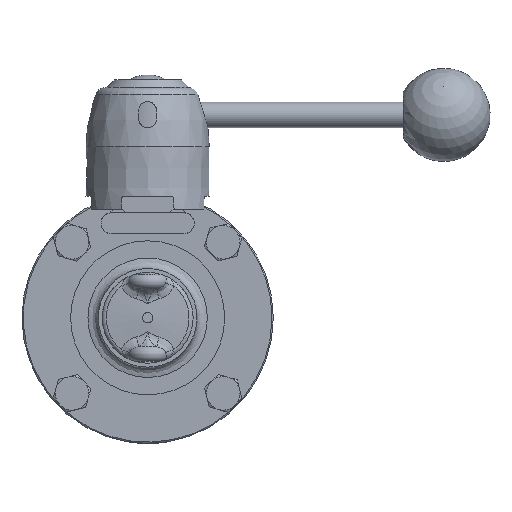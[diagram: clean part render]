
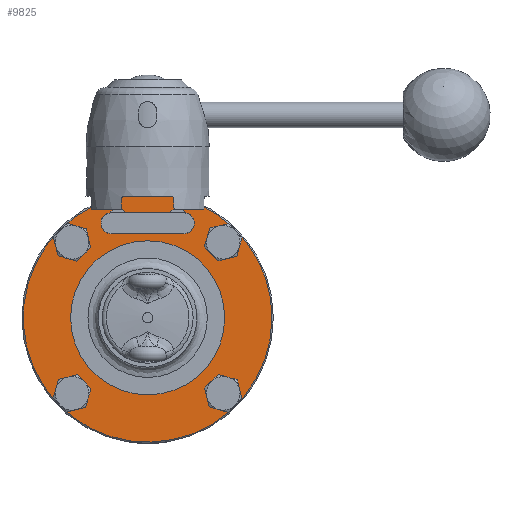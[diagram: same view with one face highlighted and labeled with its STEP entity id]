
A CAD part, left-side view. The second image highlights one B-rep face of the part: STEP entity #9825.
In plain terms, the highlighted planar face has unit normal (-1, 0, 0).
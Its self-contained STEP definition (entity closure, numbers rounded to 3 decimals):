
#598=CARTESIAN_POINT('',(-10.,-27.785,-23.638));
#599=VERTEX_POINT('',#598);
#600=CARTESIAN_POINT('',(-10.,-29.168,-29.168));
#601=DIRECTION('',(1.,0.0,0.0));
#602=DIRECTION('',(0.0,0.243,0.97));
#603=AXIS2_PLACEMENT_3D('',#600,#601,#602);
#604=CIRCLE('',#603,5.7);
#605=EDGE_CURVE('',#599,#599,#604,.T.);
#1476=CARTESIAN_POINT('',(-10.,27.785,23.638));
#1477=VERTEX_POINT('',#1476);
#1478=CARTESIAN_POINT('',(-10.,29.168,29.168));
#1479=DIRECTION('',(1.,0.0,0.0));
#1480=DIRECTION('',(0.0,-0.243,-0.97));
#1481=AXIS2_PLACEMENT_3D('',#1478,#1479,#1480);
#1482=CIRCLE('',#1481,5.7);
#1483=EDGE_CURVE('',#1477,#1477,#1482,.T.);
#2563=CARTESIAN_POINT('',(-10.,-29.75,0.0));
#2564=VERTEX_POINT('',#2563);
#2565=CARTESIAN_POINT('',(-10.,0.0,0.0));
#2566=DIRECTION('',(-1.0,0.0,0.0));
#2567=DIRECTION('',(0.0,-1.0,0.0));
#2568=AXIS2_PLACEMENT_3D('',#2565,#2566,#2567);
#2569=CIRCLE('',#2568,29.75);
#2570=EDGE_CURVE('',#2564,#2564,#2569,.T.);
#2582=CARTESIAN_POINT('',(-10.,12.426,46.364));
#2583=VERTEX_POINT('',#2582);
#2591=CARTESIAN_POINT('',(-10.,-12.426,46.364));
#2592=VERTEX_POINT('',#2591);
#2593=CARTESIAN_POINT('',(-10.,0.0,0.0));
#2594=DIRECTION('',(-1.0,0.0,0.0));
#2595=DIRECTION('',(0.0,-1.0,0.0));
#2596=AXIS2_PLACEMENT_3D('',#2593,#2594,#2595);
#2597=CIRCLE('',#2596,48.);
#2598=EDGE_CURVE('',#2592,#2583,#2597,.T.);
#2609=CARTESIAN_POINT('',(-10.,-12.877,46.24));
#2610=VERTEX_POINT('',#2609);
#2618=CARTESIAN_POINT('',(-10.,12.877,46.24));
#2619=VERTEX_POINT('',#2618);
#2620=CARTESIAN_POINT('',(-10.,0.0,0.0));
#2621=DIRECTION('',(-1.0,0.0,0.0));
#2622=DIRECTION('',(0.0,-1.0,0.0));
#2623=AXIS2_PLACEMENT_3D('',#2620,#2621,#2622);
#2624=CIRCLE('',#2623,48.);
#2625=EDGE_CURVE('',#2619,#2610,#2624,.T.);
#7865=CARTESIAN_POINT('',(-10.,-23.638,27.785));
#7866=VERTEX_POINT('',#7865);
#7867=CARTESIAN_POINT('',(-10.,-29.168,29.168));
#7868=DIRECTION('',(1.,0.0,0.0));
#7869=DIRECTION('',(0.0,0.97,-0.243));
#7870=AXIS2_PLACEMENT_3D('',#7867,#7868,#7869);
#7871=CIRCLE('',#7870,5.7);
#7872=EDGE_CURVE('',#7866,#7866,#7871,.T.);
#8735=CARTESIAN_POINT('',(-10.,23.638,-27.785));
#8736=VERTEX_POINT('',#8735);
#8737=CARTESIAN_POINT('',(-10.,29.168,-29.168));
#8738=DIRECTION('',(1.,0.0,0.0));
#8739=DIRECTION('',(0.0,-0.97,0.243));
#8740=AXIS2_PLACEMENT_3D('',#8737,#8738,#8739);
#8741=CIRCLE('',#8740,5.7);
#8742=EDGE_CURVE('',#8736,#8736,#8741,.T.);
#9496=CARTESIAN_POINT('',(-10.0,-14.515,40.467));
#9497=VERTEX_POINT('',#9496);
#9504=CARTESIAN_POINT('',(-10.,-8.507,40.5));
#9505=VERTEX_POINT('',#9504);
#9506=CARTESIAN_POINT('',(-10.0,-11.5,38.5));
#9507=DIRECTION('',(1.0,0.0,0.0));
#9508=DIRECTION('',(0.0,0.0,-1.0));
#9509=AXIS2_PLACEMENT_3D('',#9506,#9507,#9508);
#9510=CIRCLE('',#9509,3.6);
#9511=EDGE_CURVE('',#9505,#9497,#9510,.T.);
#9536=CARTESIAN_POINT('',(-10.0,14.515,40.467));
#9537=VERTEX_POINT('',#9536);
#9555=CARTESIAN_POINT('',(-10.,8.507,40.5));
#9556=VERTEX_POINT('',#9555);
#9563=CARTESIAN_POINT('',(-10.0,11.5,38.5));
#9564=DIRECTION('',(1.0,0.0,0.0));
#9565=DIRECTION('',(0.0,0.0,-1.0));
#9566=AXIS2_PLACEMENT_3D('',#9563,#9564,#9565);
#9567=CIRCLE('',#9566,3.6);
#9568=EDGE_CURVE('',#9537,#9556,#9567,.T.);
#9620=CARTESIAN_POINT('',(-10.,-14.,32.5));
#9621=VERTEX_POINT('',#9620);
#9622=CARTESIAN_POINT('',(-10.,14.,32.5));
#9623=VERTEX_POINT('',#9622);
#9624=CARTESIAN_POINT('',(-10.,-14.,32.5));
#9625=DIRECTION('',(0.0,1.0,0.0));
#9626=VECTOR('',#9625,28.0);
#9627=LINE('',#9624,#9626);
#9628=EDGE_CURVE('',#9621,#9623,#9627,.T.);
#9651=CARTESIAN_POINT('',(-10.,14.,36.5));
#9652=DIRECTION('',(1.0,0.0,0.0));
#9653=DIRECTION('',(0.0,0.0,1.0));
#9654=AXIS2_PLACEMENT_3D('',#9651,#9652,#9653);
#9655=CIRCLE('',#9654,4.);
#9656=EDGE_CURVE('',#9623,#9537,#9655,.T.);
#9725=CARTESIAN_POINT('',(-10.,8.507,40.5));
#9726=DIRECTION('',(0.0,-1.0,0.0));
#9727=VECTOR('',#9726,17.013);
#9728=LINE('',#9725,#9727);
#9729=EDGE_CURVE('',#9556,#9505,#9728,.T.);
#9750=CARTESIAN_POINT('',(-10.,-14.,36.5));
#9751=DIRECTION('',(1.0,0.0,0.0));
#9752=DIRECTION('',(0.0,0.0,-1.0));
#9753=AXIS2_PLACEMENT_3D('',#9750,#9751,#9752);
#9754=CIRCLE('',#9753,4.);
#9755=EDGE_CURVE('',#9497,#9621,#9754,.T.);
#9765=CARTESIAN_POINT('',(-10.,-38.875,0.0));
#9766=DIRECTION('',(-1.0,0.0,0.0));
#9767=DIRECTION('',(0.0,0.0,-1.0));
#9768=AXIS2_PLACEMENT_3D('',#9765,#9766,#9767);
#9769=PLANE('',#9768);
#9770=CARTESIAN_POINT('',(-10.,12.426,46.24));
#9771=VERTEX_POINT('',#9770);
#9772=CARTESIAN_POINT('',(-10.,12.426,46.364));
#9773=DIRECTION('',(0.0,0.0,-1.0));
#9774=VECTOR('',#9773,0.123);
#9775=LINE('',#9772,#9774);
#9776=EDGE_CURVE('',#2583,#9771,#9775,.T.);
#9777=ORIENTED_EDGE('',*,*,#9776,.T.);
#9778=CARTESIAN_POINT('',(-10.,12.426,46.24));
#9779=DIRECTION('',(0.0,1.0,0.0));
#9780=VECTOR('',#9779,0.452);
#9781=LINE('',#9778,#9780);
#9782=EDGE_CURVE('',#9771,#2619,#9781,.T.);
#9783=ORIENTED_EDGE('',*,*,#9782,.T.);
#9784=ORIENTED_EDGE('',*,*,#2625,.T.);
#9785=CARTESIAN_POINT('',(-10.,-12.426,46.24));
#9786=VERTEX_POINT('',#9785);
#9787=CARTESIAN_POINT('',(-10.,-12.877,46.24));
#9788=DIRECTION('',(0.0,1.0,0.0));
#9789=VECTOR('',#9788,0.452);
#9790=LINE('',#9787,#9789);
#9791=EDGE_CURVE('',#2610,#9786,#9790,.T.);
#9792=ORIENTED_EDGE('',*,*,#9791,.T.);
#9793=CARTESIAN_POINT('',(-10.,-12.426,46.24));
#9794=DIRECTION('',(0.0,0.0,1.0));
#9795=VECTOR('',#9794,0.123);
#9796=LINE('',#9793,#9795);
#9797=EDGE_CURVE('',#9786,#2592,#9796,.T.);
#9798=ORIENTED_EDGE('',*,*,#9797,.T.);
#9799=ORIENTED_EDGE('',*,*,#2598,.T.);
#9800=EDGE_LOOP('',(#9777,#9783,#9784,#9792,#9798,#9799));
#9801=FACE_OUTER_BOUND('',#9800,.T.);
#9802=ORIENTED_EDGE('',*,*,#605,.T.);
#9803=EDGE_LOOP('',(#9802));
#9804=FACE_BOUND('',#9803,.T.);
#9805=ORIENTED_EDGE('',*,*,#8742,.T.);
#9806=EDGE_LOOP('',(#9805));
#9807=FACE_BOUND('',#9806,.T.);
#9808=ORIENTED_EDGE('',*,*,#1483,.T.);
#9809=EDGE_LOOP('',(#9808));
#9810=FACE_BOUND('',#9809,.T.);
#9811=ORIENTED_EDGE('',*,*,#7872,.T.);
#9812=EDGE_LOOP('',(#9811));
#9813=FACE_BOUND('',#9812,.T.);
#9814=ORIENTED_EDGE('',*,*,#9755,.T.);
#9815=ORIENTED_EDGE('',*,*,#9628,.T.);
#9816=ORIENTED_EDGE('',*,*,#9656,.T.);
#9817=ORIENTED_EDGE('',*,*,#9568,.T.);
#9818=ORIENTED_EDGE('',*,*,#9729,.T.);
#9819=ORIENTED_EDGE('',*,*,#9511,.T.);
#9820=EDGE_LOOP('',(#9814,#9815,#9816,#9817,#9818,#9819));
#9821=FACE_BOUND('',#9820,.T.);
#9822=ORIENTED_EDGE('',*,*,#2570,.F.);
#9823=EDGE_LOOP('',(#9822));
#9824=FACE_BOUND('',#9823,.T.);
#9825=ADVANCED_FACE('',(#9801,#9804,#9807,#9810,#9813,#9821,#9824),#9769,.T.);
